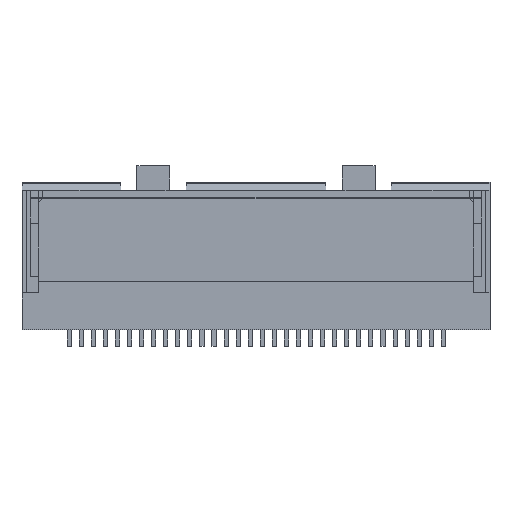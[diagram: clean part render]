
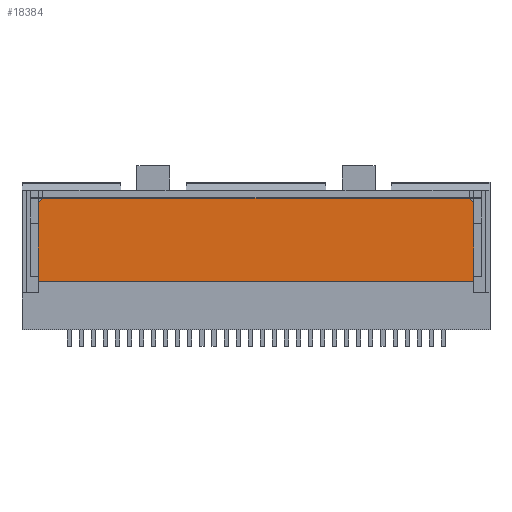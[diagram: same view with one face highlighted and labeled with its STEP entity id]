
A CAD part, top view. The second image highlights one B-rep face of the part: STEP entity #18384.
In plain terms, the highlighted planar face has unit normal (0, 0, 1).
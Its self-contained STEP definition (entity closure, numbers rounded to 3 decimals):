
#436 = PLANE('',#437);
#437 = AXIS2_PLACEMENT_3D('',#438,#439,#440);
#438 = CARTESIAN_POINT('',(-28.5,-3.1,6.8));
#439 = DIRECTION('',(0.,1.,0.));
#440 = DIRECTION('',(0.,0.,1.));
#463 = PLANE('',#464);
#464 = AXIS2_PLACEMENT_3D('',#465,#466,#467);
#465 = CARTESIAN_POINT('',(-26.,-4.5,1.));
#466 = DIRECTION('',(1.,0.,0.));
#467 = DIRECTION('',(0.,0.,1.));
#555 = PLANE('',#556);
#556 = AXIS2_PLACEMENT_3D('',#557,#558,#559);
#557 = CARTESIAN_POINT('',(27.,-4.5,1.));
#558 = DIRECTION('',(1.,0.,0.));
#559 = DIRECTION('',(0.,0.,1.));
#6830 = VERTEX_POINT('',#6831);
#6831 = CARTESIAN_POINT('',(-26.,-3.1,7.));
#6850 = EDGE_CURVE('',#6851,#6830,#6853,.T.);
#6851 = VERTEX_POINT('',#6852);
#6852 = CARTESIAN_POINT('',(27.,-3.1,7.));
#6853 = SURFACE_CURVE('',#6854,(#6858,#6864),.PCURVE_S1.);
#6854 = LINE('',#6855,#6856);
#6855 = CARTESIAN_POINT('',(-28.25,-3.1,7.));
#6856 = VECTOR('',#6857,1.);
#6857 = DIRECTION('',(-1.,0.,0.));
#6858 = PCURVE('',#436,#6859);
#6859 = DEFINITIONAL_REPRESENTATION('',(#6860),#6863);
#6860 = B_SPLINE_CURVE_WITH_KNOTS('',1,(#6861,#6862),.UNSPECIFIED.,.F.,
  .F.,(2,2),(-62.95,5.45),.PIECEWISE_BEZIER_KNOTS.);
#6861 = CARTESIAN_POINT('',(0.2,63.2));
#6862 = CARTESIAN_POINT('',(0.2,-5.2));
#6863 = ( GEOMETRIC_REPRESENTATION_CONTEXT(2)
PARAMETRIC_REPRESENTATION_CONTEXT() REPRESENTATION_CONTEXT('2D SPACE',''
  ) );
#6864 = PCURVE('',#6865,#6870);
#6865 = PLANE('',#6866);
#6866 = AXIS2_PLACEMENT_3D('',#6867,#6868,#6869);
#6867 = CARTESIAN_POINT('',(-28.,-9.,7.));
#6868 = DIRECTION('',(0.,0.,1.));
#6869 = DIRECTION('',(1.,0.,0.));
#6870 = DEFINITIONAL_REPRESENTATION('',(#6871),#6874);
#6871 = B_SPLINE_CURVE_WITH_KNOTS('',1,(#6872,#6873),.UNSPECIFIED.,.F.,
  .F.,(2,2),(-62.95,5.45),.PIECEWISE_BEZIER_KNOTS.);
#6872 = CARTESIAN_POINT('',(62.7,5.9));
#6873 = CARTESIAN_POINT('',(-5.7,5.9));
#6874 = ( GEOMETRIC_REPRESENTATION_CONTEXT(2)
PARAMETRIC_REPRESENTATION_CONTEXT() REPRESENTATION_CONTEXT('2D SPACE',''
  ) );
#6948 = VERTEX_POINT('',#6949);
#6949 = CARTESIAN_POINT('',(27.,6.5,7.));
#6962 = PLANE('',#6963);
#6963 = AXIS2_PLACEMENT_3D('',#6964,#6965,#6966);
#6964 = CARTESIAN_POINT('',(26.5,7.,3.));
#6965 = DIRECTION('',(0.707,0.707,0.));
#6966 = DIRECTION('',(0.,0.,1.));
#6973 = EDGE_CURVE('',#6851,#6948,#6974,.T.);
#6974 = SURFACE_CURVE('',#6975,(#6979,#6985),.PCURVE_S1.);
#6975 = LINE('',#6976,#6977);
#6976 = CARTESIAN_POINT('',(27.,-6.75,7.));
#6977 = VECTOR('',#6978,1.);
#6978 = DIRECTION('',(0.,1.,0.));
#6979 = PCURVE('',#555,#6980);
#6980 = DEFINITIONAL_REPRESENTATION('',(#6981),#6984);
#6981 = B_SPLINE_CURVE_WITH_KNOTS('',1,(#6982,#6983),.UNSPECIFIED.,.F.,
  .F.,(2,2),(2.44,14.9),.PIECEWISE_BEZIER_KNOTS.);
#6982 = CARTESIAN_POINT('',(6.,-0.19));
#6983 = CARTESIAN_POINT('',(6.,-12.65));
#6984 = ( GEOMETRIC_REPRESENTATION_CONTEXT(2)
PARAMETRIC_REPRESENTATION_CONTEXT() REPRESENTATION_CONTEXT('2D SPACE',''
  ) );
#6985 = PCURVE('',#6865,#6986);
#6986 = DEFINITIONAL_REPRESENTATION('',(#6987),#6990);
#6987 = B_SPLINE_CURVE_WITH_KNOTS('',1,(#6988,#6989),.UNSPECIFIED.,.F.,
  .F.,(2,2),(2.44,14.9),.PIECEWISE_BEZIER_KNOTS.);
#6988 = CARTESIAN_POINT('',(55.,4.69));
#6989 = CARTESIAN_POINT('',(55.,17.15));
#6990 = ( GEOMETRIC_REPRESENTATION_CONTEXT(2)
PARAMETRIC_REPRESENTATION_CONTEXT() REPRESENTATION_CONTEXT('2D SPACE',''
  ) );
#7103 = VERTEX_POINT('',#7104);
#7104 = CARTESIAN_POINT('',(-26.,6.5,7.));
#7118 = PLANE('',#7119);
#7119 = AXIS2_PLACEMENT_3D('',#7120,#7121,#7122);
#7120 = CARTESIAN_POINT('',(-26.,6.5,3.));
#7121 = DIRECTION('',(-0.707,0.707,0.));
#7122 = DIRECTION('',(0.,0.,1.));
#7130 = EDGE_CURVE('',#6830,#7103,#7131,.T.);
#7131 = SURFACE_CURVE('',#7132,(#7136,#7142),.PCURVE_S1.);
#7132 = LINE('',#7133,#7134);
#7133 = CARTESIAN_POINT('',(-26.,-6.75,7.));
#7134 = VECTOR('',#7135,1.);
#7135 = DIRECTION('',(0.,1.,0.));
#7136 = PCURVE('',#463,#7137);
#7137 = DEFINITIONAL_REPRESENTATION('',(#7138),#7141);
#7138 = B_SPLINE_CURVE_WITH_KNOTS('',1,(#7139,#7140),.UNSPECIFIED.,.F.,
  .F.,(2,2),(2.44,14.9),.PIECEWISE_BEZIER_KNOTS.);
#7139 = CARTESIAN_POINT('',(6.,-0.19));
#7140 = CARTESIAN_POINT('',(6.,-12.65));
#7141 = ( GEOMETRIC_REPRESENTATION_CONTEXT(2)
PARAMETRIC_REPRESENTATION_CONTEXT() REPRESENTATION_CONTEXT('2D SPACE',''
  ) );
#7142 = PCURVE('',#6865,#7143);
#7143 = DEFINITIONAL_REPRESENTATION('',(#7144),#7147);
#7144 = B_SPLINE_CURVE_WITH_KNOTS('',1,(#7145,#7146),.UNSPECIFIED.,.F.,
  .F.,(2,2),(2.44,14.9),.PIECEWISE_BEZIER_KNOTS.);
#7145 = CARTESIAN_POINT('',(2.,4.69));
#7146 = CARTESIAN_POINT('',(2.,17.15));
#7147 = ( GEOMETRIC_REPRESENTATION_CONTEXT(2)
PARAMETRIC_REPRESENTATION_CONTEXT() REPRESENTATION_CONTEXT('2D SPACE',''
  ) );
#18384 = ADVANCED_FACE('',(#18385),#6865,.T.);
#18385 = FACE_BOUND('',#18386,.T.);
#18386 = EDGE_LOOP('',(#18387,#18388,#18389,#18390,#18411,#18437));
#18387 = ORIENTED_EDGE('',*,*,#7130,.F.);
#18388 = ORIENTED_EDGE('',*,*,#6850,.F.);
#18389 = ORIENTED_EDGE('',*,*,#6973,.T.);
#18390 = ORIENTED_EDGE('',*,*,#18391,.T.);
#18391 = EDGE_CURVE('',#6948,#18392,#18394,.T.);
#18392 = VERTEX_POINT('',#18393);
#18393 = CARTESIAN_POINT('',(26.5,7.,7.));
#18394 = SURFACE_CURVE('',#18395,(#18399,#18405),.PCURVE_S1.);
#18395 = LINE('',#18396,#18397);
#18396 = CARTESIAN_POINT('',(16.875,16.625,7.));
#18397 = VECTOR('',#18398,1.);
#18398 = DIRECTION('',(-0.707,0.707,0.));
#18399 = PCURVE('',#6865,#18400);
#18400 = DEFINITIONAL_REPRESENTATION('',(#18401),#18404);
#18401 = B_SPLINE_CURVE_WITH_KNOTS('',1,(#18402,#18403),.UNSPECIFIED.,
  .F.,.F.,(2,2),(-14.712,-13.512),
  .PIECEWISE_BEZIER_KNOTS.);
#18402 = CARTESIAN_POINT('',(55.278,15.222));
#18403 = CARTESIAN_POINT('',(54.429,16.071));
#18404 = ( GEOMETRIC_REPRESENTATION_CONTEXT(2)
PARAMETRIC_REPRESENTATION_CONTEXT() REPRESENTATION_CONTEXT('2D SPACE',''
  ) );
#18405 = PCURVE('',#6962,#18406);
#18406 = DEFINITIONAL_REPRESENTATION('',(#18407),#18410);
#18407 = B_SPLINE_CURVE_WITH_KNOTS('',1,(#18408,#18409),.UNSPECIFIED.,
  .F.,.F.,(2,2),(-14.712,-13.512),
  .PIECEWISE_BEZIER_KNOTS.);
#18408 = CARTESIAN_POINT('',(4.,1.1));
#18409 = CARTESIAN_POINT('',(4.,-0.1));
#18410 = ( GEOMETRIC_REPRESENTATION_CONTEXT(2)
PARAMETRIC_REPRESENTATION_CONTEXT() REPRESENTATION_CONTEXT('2D SPACE',''
  ) );
#18411 = ORIENTED_EDGE('',*,*,#18412,.T.);
#18412 = EDGE_CURVE('',#18392,#18413,#18415,.T.);
#18413 = VERTEX_POINT('',#18414);
#18414 = CARTESIAN_POINT('',(-25.5,7.,7.));
#18415 = SURFACE_CURVE('',#18416,(#18420,#18426),.PCURVE_S1.);
#18416 = LINE('',#18417,#18418);
#18417 = CARTESIAN_POINT('',(-27.5,7.,7.));
#18418 = VECTOR('',#18419,1.);
#18419 = DIRECTION('',(-1.,0.,0.));
#18420 = PCURVE('',#6865,#18421);
#18421 = DEFINITIONAL_REPRESENTATION('',(#18422),#18425);
#18422 = B_SPLINE_CURVE_WITH_KNOTS('',1,(#18423,#18424),.UNSPECIFIED.,
  .F.,.F.,(2,2),(-59.8,3.8),.PIECEWISE_BEZIER_KNOTS.);
#18423 = CARTESIAN_POINT('',(60.3,16.));
#18424 = CARTESIAN_POINT('',(-3.3,16.));
#18425 = ( GEOMETRIC_REPRESENTATION_CONTEXT(2)
PARAMETRIC_REPRESENTATION_CONTEXT() REPRESENTATION_CONTEXT('2D SPACE',''
  ) );
#18426 = PCURVE('',#18427,#18432);
#18427 = PLANE('',#18428);
#18428 = AXIS2_PLACEMENT_3D('',#18429,#18430,#18431);
#18429 = CARTESIAN_POINT('',(-27.,7.,1.));
#18430 = DIRECTION('',(0.,1.,0.));
#18431 = DIRECTION('',(0.,0.,1.));
#18432 = DEFINITIONAL_REPRESENTATION('',(#18433),#18436);
#18433 = B_SPLINE_CURVE_WITH_KNOTS('',1,(#18434,#18435),.UNSPECIFIED.,
  .F.,.F.,(2,2),(-59.8,3.8),.PIECEWISE_BEZIER_KNOTS.);
#18434 = CARTESIAN_POINT('',(6.,59.3));
#18435 = CARTESIAN_POINT('',(6.,-4.3));
#18436 = ( GEOMETRIC_REPRESENTATION_CONTEXT(2)
PARAMETRIC_REPRESENTATION_CONTEXT() REPRESENTATION_CONTEXT('2D SPACE',''
  ) );
#18437 = ORIENTED_EDGE('',*,*,#18438,.T.);
#18438 = EDGE_CURVE('',#18413,#7103,#18439,.T.);
#18439 = SURFACE_CURVE('',#18440,(#18444,#18450),.PCURVE_S1.);
#18440 = LINE('',#18441,#18442);
#18441 = CARTESIAN_POINT('',(-30.375,2.125,7.));
#18442 = VECTOR('',#18443,1.);
#18443 = DIRECTION('',(-0.707,-0.707,0.));
#18444 = PCURVE('',#6865,#18445);
#18445 = DEFINITIONAL_REPRESENTATION('',(#18446),#18449);
#18446 = B_SPLINE_CURVE_WITH_KNOTS('',1,(#18447,#18448),.UNSPECIFIED.,
  .F.,.F.,(2,2),(-7.287,-6.087),
  .PIECEWISE_BEZIER_KNOTS.);
#18447 = CARTESIAN_POINT('',(2.778,16.278));
#18448 = CARTESIAN_POINT('',(1.929,15.429));
#18449 = ( GEOMETRIC_REPRESENTATION_CONTEXT(2)
PARAMETRIC_REPRESENTATION_CONTEXT() REPRESENTATION_CONTEXT('2D SPACE',''
  ) );
#18450 = PCURVE('',#7118,#18451);
#18451 = DEFINITIONAL_REPRESENTATION('',(#18452),#18455);
#18452 = B_SPLINE_CURVE_WITH_KNOTS('',1,(#18453,#18454),.UNSPECIFIED.,
  .F.,.F.,(2,2),(-7.287,-6.087),
  .PIECEWISE_BEZIER_KNOTS.);
#18453 = CARTESIAN_POINT('',(4.,1.1));
#18454 = CARTESIAN_POINT('',(4.,-0.1));
#18455 = ( GEOMETRIC_REPRESENTATION_CONTEXT(2)
PARAMETRIC_REPRESENTATION_CONTEXT() REPRESENTATION_CONTEXT('2D SPACE',''
  ) );
